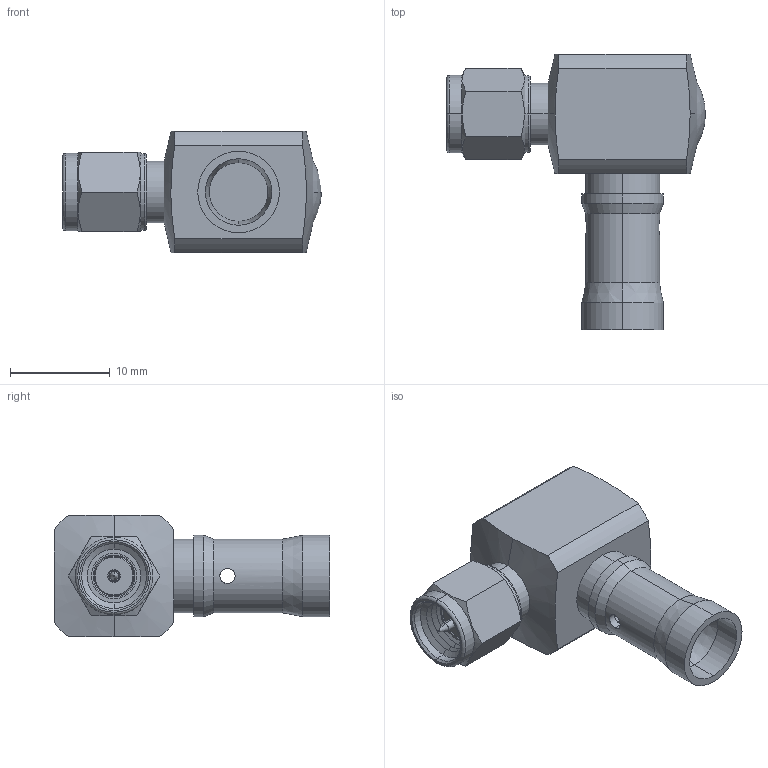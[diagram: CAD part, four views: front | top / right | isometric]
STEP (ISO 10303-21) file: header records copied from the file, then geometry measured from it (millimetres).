
FILE_DESCRIPTION (( 'STEP AP214' ), '1' );
FILE_NAME ('TC-250-SM-RA-LP-FM_3D.STEP', '2021-03-11T20:09:59', ( '' ), ( '' ), 'SwSTEP 2.0', 'SolidWorks 2020', '' );
FILE_SCHEMA (( 'AUTOMOTIVE_DESIGN' ));
Length unit declared in the file: inch
Products named in the file (4): TC-250-SM-RA-LP_cap; TC-250-SM-RA-X_body; TC-250-SM-RA-LP-FM_3D; TC-250-SM-RA-LP-MA3
Assembly tree (3 placements, depth 2):
  TC-250-SM-RA-LP-FM_3D
    TC-250-SM-RA-X_body
    TC-250-SM-RA-LP_cap
    TC-250-SM-RA-LP-MA3
Bounding box: 25.93 x 27.61 x 12.19 mm (x, y, z)
Volume: 2573.5 mm3; surface area: 2379 mm2
Topology: 3 solids, 3 shells, 139 faces, 300 edges, 178 vertices
Faces by surface type: cone 58, cylinder 46, plane 25, torus 6, sphere 4
Entity records: 4154 total; most frequent: CARTESIAN_POINT 907, DIRECTION 704, ORIENTED_EDGE 600, EDGE_CURVE 300, AXIS2_PLACEMENT_3D 295, VERTEX_POINT 178, EDGE_LOOP 156, CIRCLE 150
